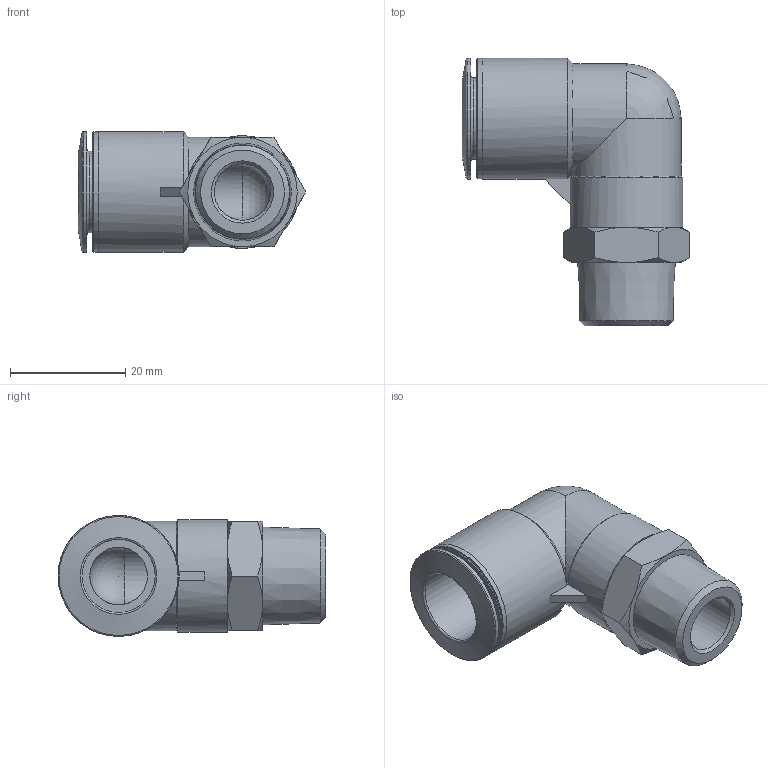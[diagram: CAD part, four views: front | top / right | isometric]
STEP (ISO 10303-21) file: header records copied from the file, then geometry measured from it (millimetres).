
FILE_DESCRIPTION(/* description */ ('STEP AP214'),/* implementation_level */ '2;1');
FILE_NAME(/* name */ '533244_QBL-3_8-1_2-U-M',/* time_stamp */ '2024-09-14T02:29:40+02:00',/* author */ ('License CC BY-ND 4.0'),/* organization */ ('CADENAS'),/* preprocessor_version */ 'ST-DEVELOPER v19.3',/* originating_system */ 'PARTsolutions',/* authorisation */ ' ');
FILE_SCHEMA (('AUTOMOTIVE_DESIGN {1 0 10303 214 3 1 1}'));
Length unit declared in the file: millimetre
Products named in the file (1): 533244 QBL-3/8-1/2-U-M
Bounding box: 39.47 x 46.5 x 21 mm (x, y, z)
Volume: 12510.8 mm3; surface area: 6852.7 mm2
Topology: 1 solids, 1 shells, 51 faces, 116 edges, 69 vertices
Faces by surface type: cone 20, plane 16, cylinder 10, torus 3, sphere 2
Full cylindrical faces by diameter (mm): 9.8 x1, 10 x1, 12.7 x1, 14.1 x1, 19.6 x1, 20.6 x1, 21 x2
Entity records: 1690 total; most frequent: CARTESIAN_POINT 310, DIRECTION 208, ORIENTED_EDGE 180, AXIS2_PLACEMENT_3D 97, EDGE_CURVE 90, EDGE_LOOP 75, FACE_BOUND 75, VERTEX_POINT 63
